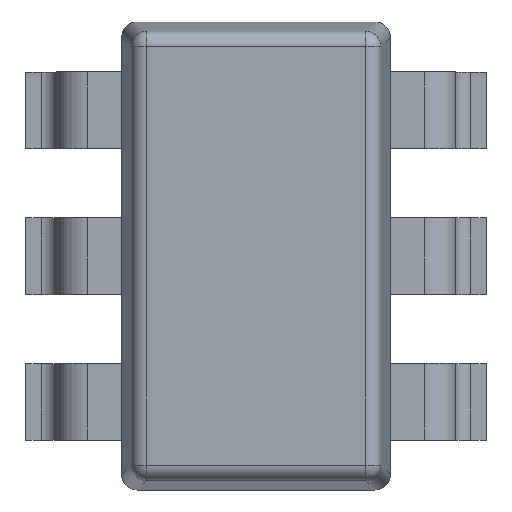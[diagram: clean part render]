
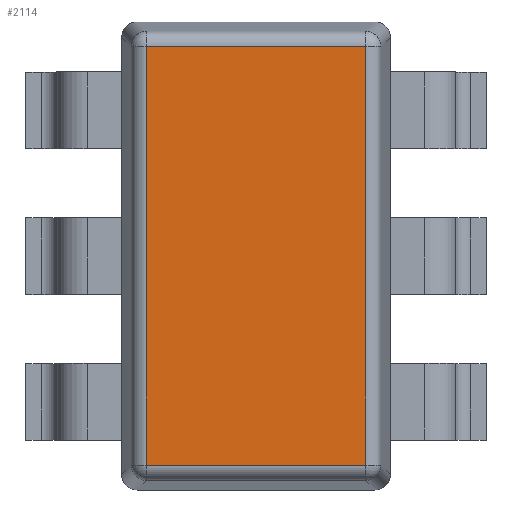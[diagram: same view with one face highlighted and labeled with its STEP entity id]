
A CAD part, top view. The second image highlights one B-rep face of the part: STEP entity #2114.
In plain terms, the highlighted planar face has unit normal (0, 0, 1).
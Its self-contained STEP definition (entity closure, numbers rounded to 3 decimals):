
#1938 = VERTEX_POINT('',#1939);
#1939 = CARTESIAN_POINT('',(0.161,0.161,1.45));
#1946 = EDGE_CURVE('',#1938,#1947,#1949,.T.);
#1947 = VERTEX_POINT('',#1948);
#1948 = CARTESIAN_POINT('',(0.161,2.889,1.45));
#1949 = LINE('',#1950,#1951);
#1950 = CARTESIAN_POINT('',(0.161,0.071,1.45));
#1951 = VECTOR('',#1952,1.);
#1952 = DIRECTION('',(0.,1.,0.));
#1989 = VERTEX_POINT('',#1990);
#1990 = CARTESIAN_POINT('',(1.589,0.161,1.45));
#1997 = EDGE_CURVE('',#1938,#1989,#1998,.T.);
#1998 = LINE('',#1999,#2000);
#1999 = CARTESIAN_POINT('',(0.071,0.161,1.45));
#2000 = VECTOR('',#2001,1.);
#2001 = DIRECTION('',(1.,0.,0.));
#2043 = EDGE_CURVE('',#1947,#2044,#2046,.T.);
#2044 = VERTEX_POINT('',#2045);
#2045 = CARTESIAN_POINT('',(1.589,2.889,1.45));
#2046 = LINE('',#2047,#2048);
#2047 = CARTESIAN_POINT('',(0.071,2.889,1.45));
#2048 = VECTOR('',#2049,1.);
#2049 = DIRECTION('',(1.,0.,0.));
#2074 = EDGE_CURVE('',#1989,#2044,#2075,.T.);
#2075 = LINE('',#2076,#2077);
#2076 = CARTESIAN_POINT('',(1.589,0.071,1.45));
#2077 = VECTOR('',#2078,1.);
#2078 = DIRECTION('',(0.,1.,0.));
#2114 = ADVANCED_FACE('',(#2115),#2121,.T.);
#2115 = FACE_BOUND('',#2116,.T.);
#2116 = EDGE_LOOP('',(#2117,#2118,#2119,#2120));
#2117 = ORIENTED_EDGE('',*,*,#1946,.F.);
#2118 = ORIENTED_EDGE('',*,*,#1997,.T.);
#2119 = ORIENTED_EDGE('',*,*,#2074,.T.);
#2120 = ORIENTED_EDGE('',*,*,#2043,.F.);
#2121 = PLANE('',#2122);
#2122 = AXIS2_PLACEMENT_3D('',#2123,#2124,#2125);
#2123 = CARTESIAN_POINT('',(0.,0.,1.45));
#2124 = DIRECTION('',(0.,0.,1.));
#2125 = DIRECTION('',(1.,0.,0.));
